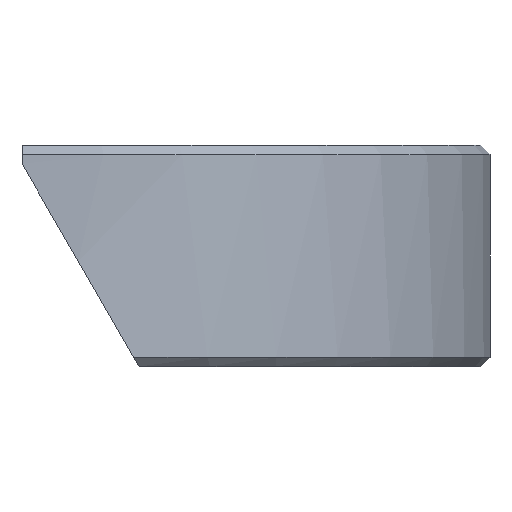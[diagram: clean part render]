
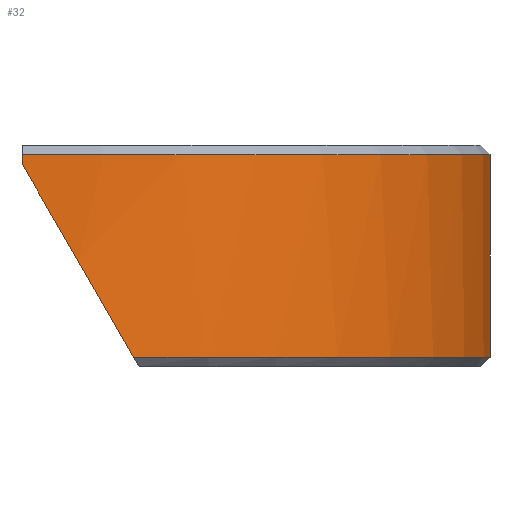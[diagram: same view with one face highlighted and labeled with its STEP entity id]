
A CAD part, left-side view. The second image highlights one B-rep face of the part: STEP entity #32.
In plain terms, the highlighted cylindrical face has radius 12.7 mm (diameter 25.4 mm), a partial arc.
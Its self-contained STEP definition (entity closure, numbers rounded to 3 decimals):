
#1 = EDGE_CURVE ( 'NONE', #93, #210, #98, .T. ) ;
#11 = CARTESIAN_POINT ( 'NONE',  ( 13.279, 17.879, 20.364 ) ) ;
#12 = LINE ( 'NONE', #139, #69 ) ;
#29 =( BOUNDED_CURVE ( )  B_SPLINE_CURVE ( 3, ( #144, #140, #36, #202 ),
 .UNSPECIFIED., .F., .F. ) 
 B_SPLINE_CURVE_WITH_KNOTS ( ( 4, 4 ),
 ( 1.571, 1.812 ),
 .UNSPECIFIED. ) 
 CURVE ( )  GEOMETRIC_REPRESENTATION_ITEM ( )  RATIONAL_B_SPLINE_CURVE ( ( 1., 0.995, 0.995, 1. ) ) 
 REPRESENTATION_ITEM ( '' )  );
#32 = ADVANCED_FACE ( 'NONE', ( #184 ), #221, .T. ) ;
#35 = EDGE_CURVE ( 'NONE', #193, #134, #235, .T. ) ;
#36 = CARTESIAN_POINT ( 'NONE',  ( -11.632, 18.872, 22.084 ) ) ;
#42 = CARTESIAN_POINT ( 'NONE',  ( -11.387, 17.879, 20.364 ) ) ;
#55 = EDGE_CURVE ( 'NONE', #117, #211, #29, .T. ) ;
#58 = CARTESIAN_POINT ( 'NONE',  ( 0.946, 20.91, 25.864 ) ) ;
#59 = EDGE_CURVE ( 'NONE', #117, #134, #12, .T. ) ;
#64 = DIRECTION ( 'NONE',  ( 0., 0., -1. ) ) ;
#69 = VECTOR ( 'NONE', #223, 1000. ) ;
#70 = CARTESIAN_POINT ( 'NONE',  ( 13.646, 20.91, 20.114 ) ) ;
#77 = CARTESIAN_POINT ( 'NONE',  ( 13.646, 20.91, 25.614 ) ) ;
#78 = CARTESIAN_POINT ( 'NONE',  ( 13.523, 18.872, 22.084 ) ) ;
#83 = CARTESIAN_POINT ( 'NONE',  ( -11.754, 20.91, 25.614 ) ) ;
#84 = DIRECTION ( 'NONE',  ( 1., 0., 0. ) ) ;
#93 = VERTEX_POINT ( 'NONE', #120 ) ;
#98 =( BOUNDED_CURVE ( )  B_SPLINE_CURVE ( 3, ( #11, #78, #161, #77 ),
 .UNSPECIFIED., .F., .F. ) 
 B_SPLINE_CURVE_WITH_KNOTS ( ( 4, 4 ),
 ( 4.471, 4.712 ),
 .UNSPECIFIED. ) 
 CURVE ( )  GEOMETRIC_REPRESENTATION_ITEM ( )  RATIONAL_B_SPLINE_CURVE ( ( 1., 0.995, 0.995, 1. ) ) 
 REPRESENTATION_ITEM ( '' )  );
#102 = EDGE_LOOP ( 'NONE', ( #222, #121, #158, #172, #259, #138 ) ) ;
#114 = CIRCLE ( 'NONE', #170, 12.7 ) ;
#117 = VERTEX_POINT ( 'NONE', #83 ) ;
#120 = CARTESIAN_POINT ( 'NONE',  ( 13.279, 17.879, 20.364 ) ) ;
#121 = ORIENTED_EDGE ( 'NONE', *, *, #130, .T. ) ;
#124 = DIRECTION ( 'NONE',  ( 1., 0., 0. ) ) ;
#125 = VECTOR ( 'NONE', #192, 1000. ) ;
#130 = EDGE_CURVE ( 'NONE', #211, #93, #114, .T. ) ;
#134 = VERTEX_POINT ( 'NONE', #147 ) ;
#138 = ORIENTED_EDGE ( 'NONE', *, *, #59, .F. ) ;
#139 = CARTESIAN_POINT ( 'NONE',  ( -11.754, 20.91, 20.114 ) ) ;
#140 = CARTESIAN_POINT ( 'NONE',  ( -11.754, 19.887, 23.843 ) ) ;
#143 = AXIS2_PLACEMENT_3D ( 'NONE', #58, #64, #190 ) ;
#144 = CARTESIAN_POINT ( 'NONE',  ( -11.754, 20.91, 25.614 ) ) ;
#145 = CARTESIAN_POINT ( 'NONE',  ( 0.946, 20.91, 20.364 ) ) ;
#147 = CARTESIAN_POINT ( 'NONE',  ( -11.754, 20.91, 25.864 ) ) ;
#158 = ORIENTED_EDGE ( 'NONE', *, *, #1, .T. ) ;
#161 = CARTESIAN_POINT ( 'NONE',  ( 13.646, 19.887, 23.843 ) ) ;
#170 = AXIS2_PLACEMENT_3D ( 'NONE', #145, #273, #124 ) ;
#171 = CARTESIAN_POINT ( 'NONE',  ( 13.646, 20.91, 25.614 ) ) ;
#172 = ORIENTED_EDGE ( 'NONE', *, *, #244, .T. ) ;
#184 = FACE_OUTER_BOUND ( 'NONE', #102, .T. ) ;
#190 = DIRECTION ( 'NONE',  ( -1., 0., 0. ) ) ;
#191 = AXIS2_PLACEMENT_3D ( 'NONE', #246, #242, #84 ) ;
#192 = DIRECTION ( 'NONE',  ( 0., 0., 1. ) ) ;
#193 = VERTEX_POINT ( 'NONE', #208 ) ;
#200 = LINE ( 'NONE', #70, #125 ) ;
#202 = CARTESIAN_POINT ( 'NONE',  ( -11.387, 17.879, 20.364 ) ) ;
#208 = CARTESIAN_POINT ( 'NONE',  ( 13.646, 20.91, 25.864 ) ) ;
#210 = VERTEX_POINT ( 'NONE', #171 ) ;
#211 = VERTEX_POINT ( 'NONE', #42 ) ;
#221 = CYLINDRICAL_SURFACE ( 'NONE', #191, 12.7 ) ;
#222 = ORIENTED_EDGE ( 'NONE', *, *, #55, .T. ) ;
#223 = DIRECTION ( 'NONE',  ( 0., 0., 1. ) ) ;
#235 = CIRCLE ( 'NONE', #143, 12.7 ) ;
#242 = DIRECTION ( 'NONE',  ( 0., 0., 1. ) ) ;
#244 = EDGE_CURVE ( 'NONE', #210, #193, #200, .T. ) ;
#246 = CARTESIAN_POINT ( 'NONE',  ( 0.946, 20.91, 20.114 ) ) ;
#259 = ORIENTED_EDGE ( 'NONE', *, *, #35, .T. ) ;
#273 = DIRECTION ( 'NONE',  ( 0., 0., 1. ) ) ;
